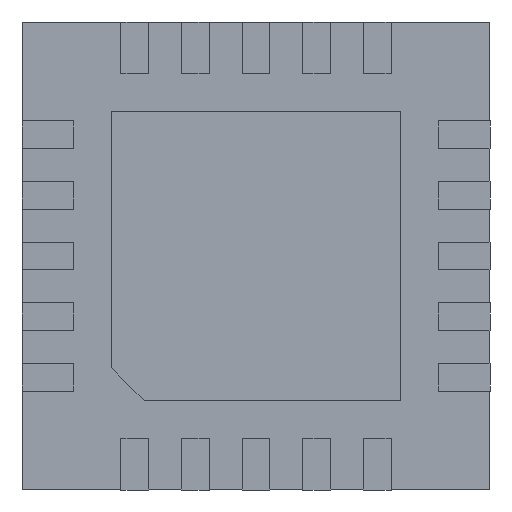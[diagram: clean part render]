
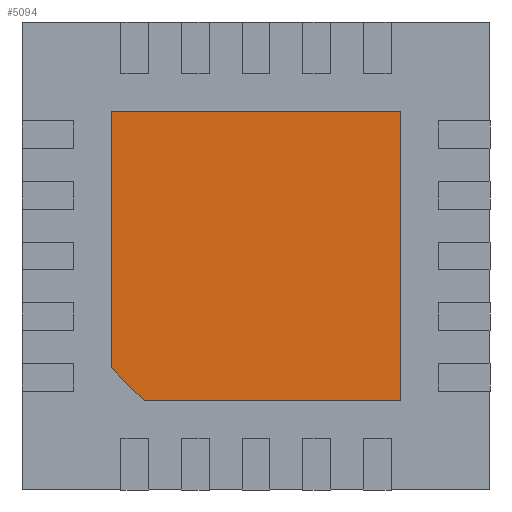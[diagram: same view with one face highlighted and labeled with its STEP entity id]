
A CAD part, front view. The second image highlights one B-rep face of the part: STEP entity #5094.
In plain terms, the highlighted planar face has unit normal (0, -1, 0).
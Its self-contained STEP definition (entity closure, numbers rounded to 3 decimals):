
#100 = CARTESIAN_POINT ( 'NONE',  ( -1.55, -0.385, -1.2 ) ) ;
#755 = VERTEX_POINT ( 'NONE', #5953 ) ;
#1104 = DIRECTION ( 'NONE',  ( 0., -1., 0. ) ) ;
#1327 = DIRECTION ( 'NONE',  ( 0., 0., 1. ) ) ;
#1813 = CARTESIAN_POINT ( 'NONE',  ( -1.55, -0.385, -1.55 ) ) ;
#2068 = VECTOR ( 'NONE', #4319, 1000. ) ;
#2121 = VECTOR ( 'NONE', #5655, 1000. ) ;
#2191 = EDGE_CURVE ( 'NONE', #6245, #755, #4099, .T. ) ;
#2560 = ORIENTED_EDGE ( 'NONE', *, *, #4039, .F. ) ;
#2569 = DIRECTION ( 'NONE',  ( 0., 0., -1. ) ) ;
#2580 = DIRECTION ( 'NONE',  ( -0.707, 0., 0.707 ) ) ;
#2643 = CARTESIAN_POINT ( 'NONE',  ( 1.55, -0.385, -1.55 ) ) ;
#2737 = ORIENTED_EDGE ( 'NONE', *, *, #3079, .F. ) ;
#2769 = VECTOR ( 'NONE', #6392, 1000. ) ;
#2856 = LINE ( 'NONE', #1813, #2068 ) ;
#2904 = CARTESIAN_POINT ( 'NONE',  ( -1.55, -0.385, 1.55 ) ) ;
#3079 = EDGE_CURVE ( 'NONE', #755, #5560, #5756, .T. ) ;
#3280 = CARTESIAN_POINT ( 'NONE',  ( 1.55, -0.385, -1.55 ) ) ;
#3541 = CARTESIAN_POINT ( 'NONE',  ( -1.375, -0.385, -1.375 ) ) ;
#3661 = EDGE_CURVE ( 'NONE', #3778, #5892, #4618, .T. ) ;
#3778 = VERTEX_POINT ( 'NONE', #5401 ) ;
#3959 = FACE_OUTER_BOUND ( 'NONE', #4218, .T. ) ;
#4039 = EDGE_CURVE ( 'NONE', #5560, #3778, #2856, .T. ) ;
#4099 = LINE ( 'NONE', #5621, #2121 ) ;
#4135 = VECTOR ( 'NONE', #2580, 1000. ) ;
#4218 = EDGE_LOOP ( 'NONE', ( #2560, #2737, #6255, #5153, #5137 ) ) ;
#4278 = LINE ( 'NONE', #5775, #4456 ) ;
#4319 = DIRECTION ( 'NONE',  ( -1., 0., 0. ) ) ;
#4456 = VECTOR ( 'NONE', #1327, 1000. ) ;
#4557 = AXIS2_PLACEMENT_3D ( 'NONE', #5077, #1104, #2569 ) ;
#4618 = LINE ( 'NONE', #3541, #4135 ) ;
#4707 = EDGE_CURVE ( 'NONE', #5892, #6245, #4278, .T. ) ;
#5077 = CARTESIAN_POINT ( 'NONE',  ( 0., -0.385, 0. ) ) ;
#5094 = ADVANCED_FACE ( 'NONE', ( #3959 ), #6053, .T. ) ;
#5137 = ORIENTED_EDGE ( 'NONE', *, *, #3661, .F. ) ;
#5153 = ORIENTED_EDGE ( 'NONE', *, *, #4707, .F. ) ;
#5401 = CARTESIAN_POINT ( 'NONE',  ( -1.2, -0.385, -1.55 ) ) ;
#5560 = VERTEX_POINT ( 'NONE', #2643 ) ;
#5621 = CARTESIAN_POINT ( 'NONE',  ( 1.55, -0.385, 1.55 ) ) ;
#5655 = DIRECTION ( 'NONE',  ( 1., 0., 0. ) ) ;
#5756 = LINE ( 'NONE', #3280, #2769 ) ;
#5775 = CARTESIAN_POINT ( 'NONE',  ( -1.55, -0.385, 1.55 ) ) ;
#5892 = VERTEX_POINT ( 'NONE', #100 ) ;
#5953 = CARTESIAN_POINT ( 'NONE',  ( 1.55, -0.385, 1.55 ) ) ;
#6053 = PLANE ( 'NONE',  #4557 ) ;
#6245 = VERTEX_POINT ( 'NONE', #2904 ) ;
#6255 = ORIENTED_EDGE ( 'NONE', *, *, #2191, .F. ) ;
#6392 = DIRECTION ( 'NONE',  ( 0., 0., -1. ) ) ;
